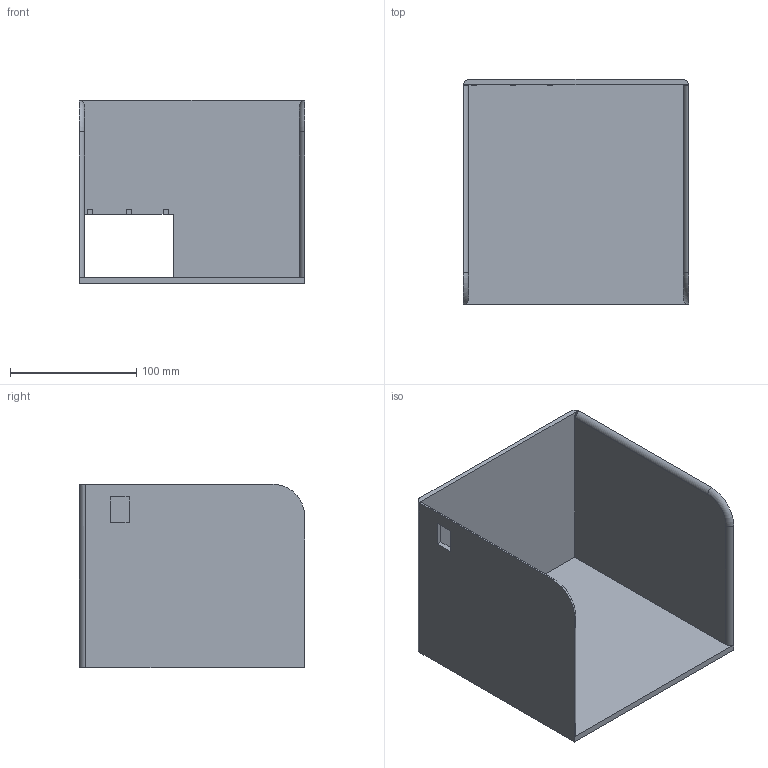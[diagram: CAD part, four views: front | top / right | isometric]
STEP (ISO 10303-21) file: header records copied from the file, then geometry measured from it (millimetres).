
FILE_DESCRIPTION(/* description */ (''),/* implementation_level */ '2;1');
FILE_NAME(/* name */ 'main_body.step',/* time_stamp */ '2025-07-31T17:43:09+05:30',/* author */ (''),/* organization */ (''),/* preprocessor_version */ 'ST-DEVELOPER v20.1',/* originating_system */ 'Autodesk Translation Framework v14.10.0.0',/* authorisation */ '');
FILE_SCHEMA (('AUTOMOTIVE_DESIGN { 1 0 10303 214 3 1 1 }'));
Length unit declared in the file: millimetre
Products named in the file (2): 2025-07-31-17-43-09-026; 2025-07-31-17-43-09-027
Assembly tree (1 placements, depth 2):
  2025-07-31-17-43-09-026
    2025-07-31-17-43-09-027
Bounding box: 178 x 178 x 145 mm (x, y, z)
Volume: 431813.3 mm3; surface area: 206746.5 mm2
Topology: 1 solids, 1 shells, 53 faces, 144 edges, 94 vertices
Faces by surface type: plane 43, cylinder 6, bspline 2, torus 2
Entity records: 1759 total; most frequent: CARTESIAN_POINT 356, ORIENTED_EDGE 288, DIRECTION 268, EDGE_CURVE 144, LINE 120, VECTOR 120, VERTEX_POINT 94, AXIS2_PLACEMENT_3D 74
